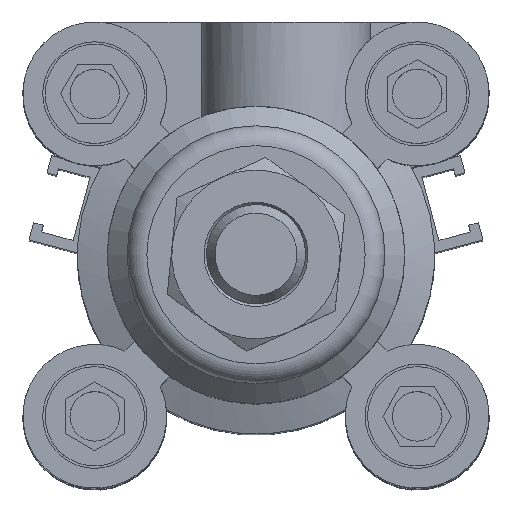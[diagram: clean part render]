
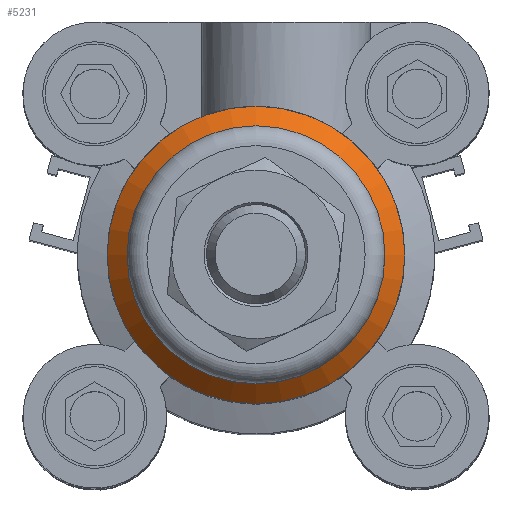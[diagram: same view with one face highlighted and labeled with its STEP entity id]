
A CAD part, top view. The second image highlights one B-rep face of the part: STEP entity #5231.
In plain terms, the highlighted conical face has half-angle 45 degrees and reference radius 14 mm.
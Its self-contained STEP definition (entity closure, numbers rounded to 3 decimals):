
#46=CONICAL_SURFACE('',#5740,14.,0.785);
#2139=ORIENTED_EDGE('',*,*,#3123,.F.);
#2140=ORIENTED_EDGE('',*,*,#3086,.T.);
#3086=EDGE_CURVE('',#3683,#3683,#3993,.T.);
#3123=EDGE_CURVE('',#3704,#3704,#4019,.T.);
#3683=VERTEX_POINT('',#8440);
#3704=VERTEX_POINT('',#8536);
#3993=CIRCLE('',#5680,15.);
#4019=CIRCLE('',#5741,13.);
#4346=EDGE_LOOP('',(#2139));
#4347=EDGE_LOOP('',(#2140));
#4768=FACE_BOUND('',#4346,.T.);
#4769=FACE_BOUND('',#4347,.T.);
#5231=ADVANCED_FACE('',(#4768,#4769),#46,.T.);
#5680=AXIS2_PLACEMENT_3D('',#8439,#6798,#6799);
#5740=AXIS2_PLACEMENT_3D('',#8534,#6928,#6929);
#5741=AXIS2_PLACEMENT_3D('',#8535,#6930,#6931);
#6798=DIRECTION('',(0.,1.,0.));
#6799=DIRECTION('',(-1.,0.,0.));
#6928=DIRECTION('',(0.,-1.,0.));
#6929=DIRECTION('',(-1.,0.,0.));
#6930=DIRECTION('',(0.,1.,0.));
#6931=DIRECTION('',(-1.,0.,0.));
#8439=CARTESIAN_POINT('',(0.,33.5,0.));
#8440=CARTESIAN_POINT('',(-15.,33.5,0.));
#8534=CARTESIAN_POINT('',(0.,34.5,0.));
#8535=CARTESIAN_POINT('',(0.,35.5,0.));
#8536=CARTESIAN_POINT('',(-13.,35.5,0.));
